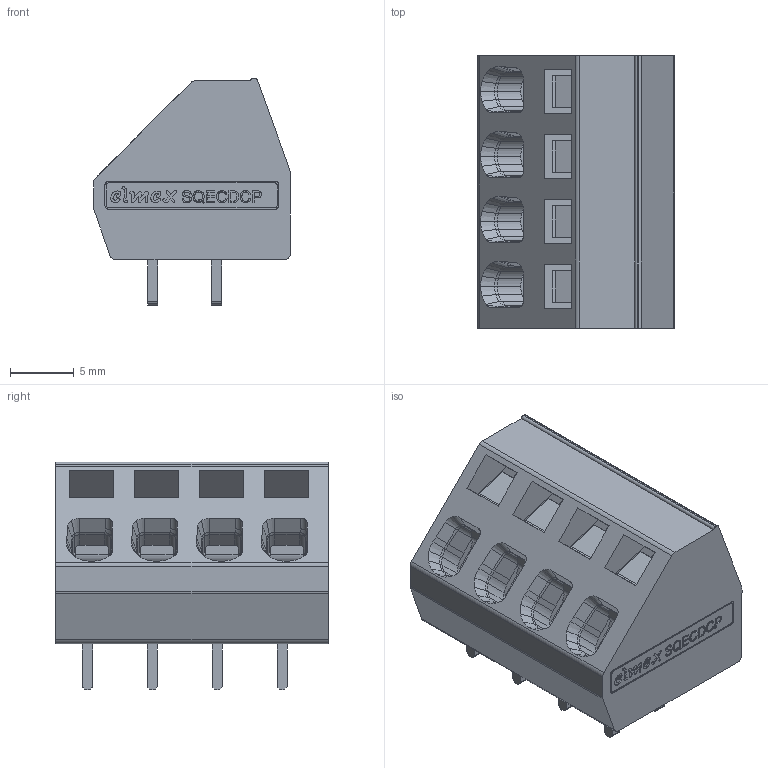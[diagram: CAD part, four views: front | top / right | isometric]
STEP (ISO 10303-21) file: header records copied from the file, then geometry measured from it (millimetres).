
FILE_DESCRIPTION(/* description */ ('Unknown'),/* implementation_level */ '2;1');
FILE_NAME(/* name */ 'SQECD-4W-SOLID',/* time_stamp */ '2024-06-21T15:13:24+06:00',/* author */ ('Unknown'),/* organization */ ('Unknown'),/* preprocessor_version */ 'ST-DEVELOPER v16.7',/* originating_system */ 'Solid Edge',/* authorisation */ 'Unknown');
FILE_SCHEMA (('AUTOMOTIVE_DESIGN {1 0 10303 214 3 1 1}'));
Products named in the file (1): Part8
Bounding box: 15.4 x 21.32 x 17.8 mm (x, y, z)
Volume: 2292.7 mm3; surface area: 4871.8 mm2
Topology: 1 solids, 34 shells, 2009 faces, 5619 edges, 3657 vertices
Faces by surface type: plane 1082, cylinder 527, bspline 258, torus 80, cone 62
Full cylindrical faces by diameter (mm): 1.5 x24
Entity records: 83299 total; most frequent: CARTESIAN_POINT 18442, ORIENTED_EDGE 11072, DIRECTION 9842, EDGE_CURVE 5536, VERTEX_POINT 3630, LINE 3604, VECTOR 3604, AXIS2_PLACEMENT_3D 3119
